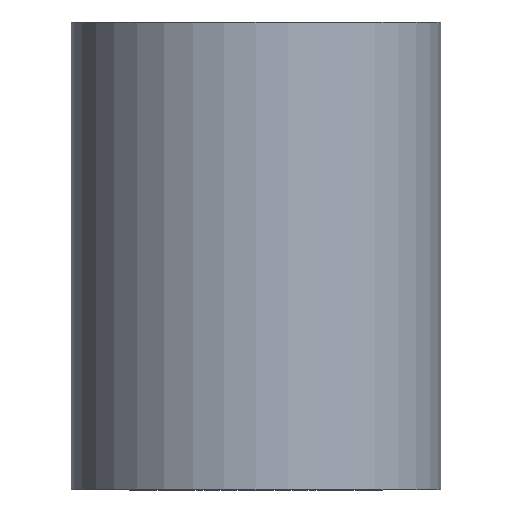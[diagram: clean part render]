
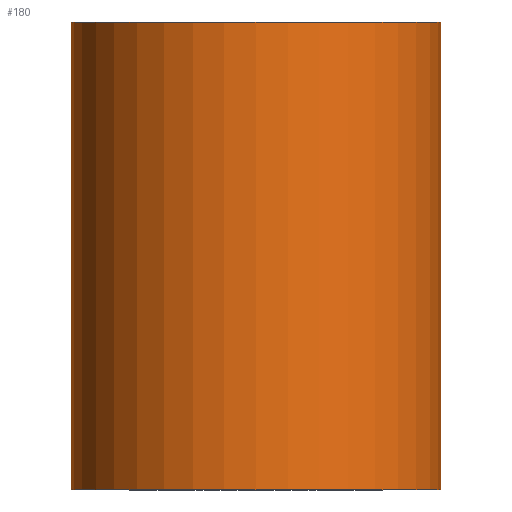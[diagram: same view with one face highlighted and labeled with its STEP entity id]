
A CAD part, front view. The second image highlights one B-rep face of the part: STEP entity #180.
In plain terms, the highlighted cylindrical face has radius 3.75 mm (diameter 7.5 mm), a full revolution.
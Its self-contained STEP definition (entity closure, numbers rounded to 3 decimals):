
#60=FACE_BOUND('',#77,.T.);
#65=FACE_OUTER_BOUND('',#76,.T.);
#76=EDGE_LOOP('',(#134));
#77=EDGE_LOOP('',(#135));
#92=CIRCLE('',#194,3.75);
#93=CIRCLE('',#195,3.75);
#96=VERTEX_POINT('',#260);
#97=VERTEX_POINT('',#262);
#112=EDGE_CURVE('',#96,#96,#92,.T.);
#113=EDGE_CURVE('',#97,#97,#93,.T.);
#134=ORIENTED_EDGE('',*,*,#112,.F.);
#135=ORIENTED_EDGE('',*,*,#113,.F.);
#178=CYLINDRICAL_SURFACE('',#193,3.75);
#180=ADVANCED_FACE('',(#65,#60),#178,.T.);
#193=AXIS2_PLACEMENT_3D('',#259,#210,#211);
#194=AXIS2_PLACEMENT_3D('',#261,#212,#213);
#195=AXIS2_PLACEMENT_3D('',#263,#214,#215);
#210=DIRECTION('center_axis',(0.,0.,1.));
#211=DIRECTION('ref_axis',(-1.,0.,0.));
#212=DIRECTION('center_axis',(0.,0.,-1.));
#213=DIRECTION('ref_axis',(1.,0.,0.));
#214=DIRECTION('center_axis',(0.,0.,1.));
#215=DIRECTION('ref_axis',(-1.,0.,0.));
#259=CARTESIAN_POINT('Origin',(0.,0.,2.5));
#260=CARTESIAN_POINT('',(-3.75,0.,0.));
#261=CARTESIAN_POINT('Origin',(0.,0.,0.));
#262=CARTESIAN_POINT('',(-3.75,0.,9.5));
#263=CARTESIAN_POINT('Origin',(0.,0.,9.5));
